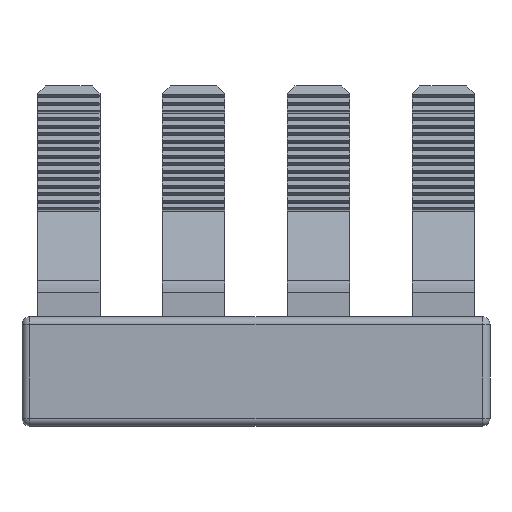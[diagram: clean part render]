
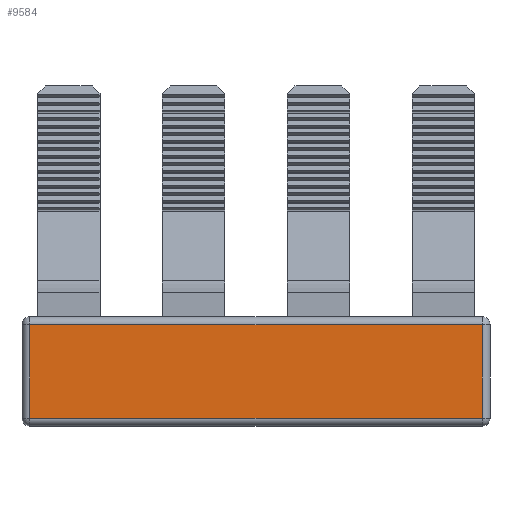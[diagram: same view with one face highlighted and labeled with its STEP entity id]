
A CAD part, front view. The second image highlights one B-rep face of the part: STEP entity #9584.
In plain terms, the highlighted planar face has unit normal (0, -1, 0).
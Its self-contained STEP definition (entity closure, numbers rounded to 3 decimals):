
#287 = ORIENTED_EDGE ( 'NONE', *, *, #14084, .T. ) ;
#860 = DIRECTION ( 'NONE',  ( -1., 0., 0. ) ) ;
#1393 = ORIENTED_EDGE ( 'NONE', *, *, #7425, .T. ) ;
#1394 = ORIENTED_EDGE ( 'NONE', *, *, #3932, .T. ) ;
#1713 = VERTEX_POINT ( 'NONE', #3173 ) ;
#2354 = LINE ( 'NONE', #14550, #4492 ) ;
#2364 = DIRECTION ( 'NONE',  ( 1., 0., 0. ) ) ;
#3173 = CARTESIAN_POINT ( 'NONE',  ( -9.5, -1.6, -0.44 ) ) ;
#3207 = CARTESIAN_POINT ( 'NONE',  ( -38.5, -1.6, 5.56 ) ) ;
#3478 = FACE_OUTER_BOUND ( 'NONE', #7782, .T. ) ;
#3730 = LINE ( 'NONE', #9484, #14230 ) ;
#3911 = VERTEX_POINT ( 'NONE', #10265 ) ;
#3932 = EDGE_CURVE ( 'NONE', #1713, #3911, #2354, .T. ) ;
#4401 = VERTEX_POINT ( 'NONE', #10141 ) ;
#4492 = VECTOR ( 'NONE', #6867, 1000. ) ;
#5273 = LINE ( 'NONE', #3207, #12150 ) ;
#5557 = VERTEX_POINT ( 'NONE', #7658 ) ;
#6548 = DIRECTION ( 'NONE',  ( 0., 0., -1. ) ) ;
#6867 = DIRECTION ( 'NONE',  ( 0., 0., 1. ) ) ;
#7425 = EDGE_CURVE ( 'NONE', #4401, #1713, #3730, .T. ) ;
#7658 = CARTESIAN_POINT ( 'NONE',  ( -38.5, -1.6, 5.56 ) ) ;
#7681 = AXIS2_PLACEMENT_3D ( 'NONE', #7986, #12493, #2364 ) ;
#7767 = PLANE ( 'NONE',  #7681 ) ;
#7782 = EDGE_LOOP ( 'NONE', ( #1393, #1394, #287, #13116 ) ) ;
#7986 = CARTESIAN_POINT ( 'NONE',  ( 38.5, -1.6, 5.56 ) ) ;
#9306 = VECTOR ( 'NONE', #6548, 1000. ) ;
#9484 = CARTESIAN_POINT ( 'NONE',  ( 38.5, -1.6, -0.44 ) ) ;
#9584 = ADVANCED_FACE ( 'NONE', ( #3478 ), #7767, .F. ) ;
#9631 = DIRECTION ( 'NONE',  ( 1., 0., 0. ) ) ;
#10141 = CARTESIAN_POINT ( 'NONE',  ( -38.5, -1.6, -0.44 ) ) ;
#10265 = CARTESIAN_POINT ( 'NONE',  ( -9.5, -1.6, 5.56 ) ) ;
#10478 = EDGE_CURVE ( 'NONE', #5557, #4401, #12312, .T. ) ;
#11054 = CARTESIAN_POINT ( 'NONE',  ( -38.5, -1.6, -0.44 ) ) ;
#12150 = VECTOR ( 'NONE', #860, 1000. ) ;
#12312 = LINE ( 'NONE', #11054, #9306 ) ;
#12493 = DIRECTION ( 'NONE',  ( 0., 1., 0. ) ) ;
#13116 = ORIENTED_EDGE ( 'NONE', *, *, #10478, .T. ) ;
#14084 = EDGE_CURVE ( 'NONE', #3911, #5557, #5273, .T. ) ;
#14230 = VECTOR ( 'NONE', #9631, 1000. ) ;
#14550 = CARTESIAN_POINT ( 'NONE',  ( -9.5, -1.6, 5.56 ) ) ;
